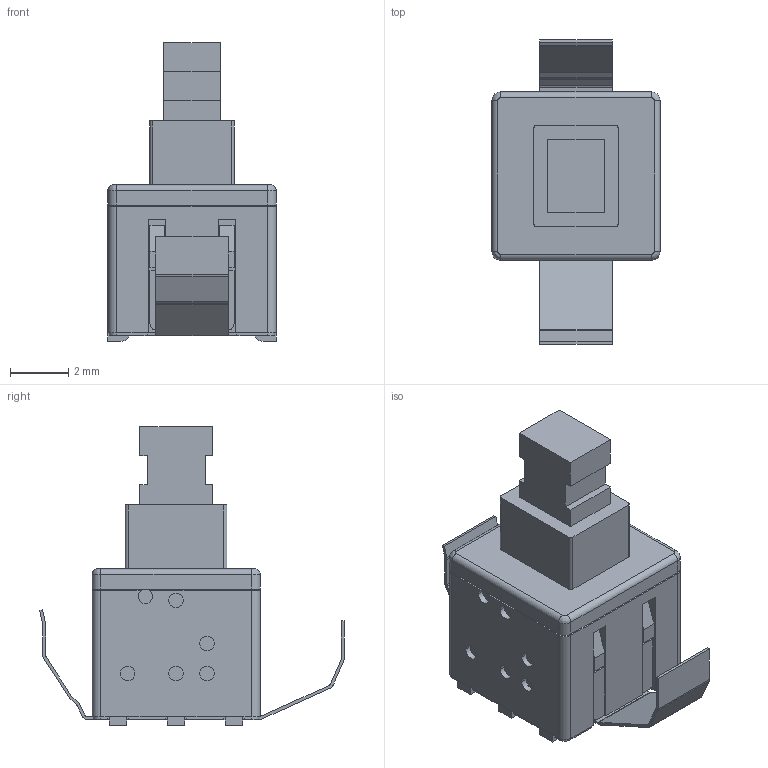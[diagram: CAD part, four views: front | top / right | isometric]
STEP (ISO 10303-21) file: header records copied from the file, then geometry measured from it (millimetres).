
FILE_DESCRIPTION (( 'STEP AP214' ), '1' );
FILE_NAME ('SW-SMD_6P-L5.8-W5.8-P2.00_TK-6580K-1.STEP', '2023-05-27T10:24:26', ( '' ), ( '' ), 'SwSTEP 2.0', 'SolidWorks 2020', '' );
FILE_SCHEMA (( 'AUTOMOTIVE_DESIGN' ));
Length unit declared in the file: millimetre
Products named in the file (1): SW-SMD_6P-L5.8-W5.8-P2.00_TK-6580K-1
Bounding box: 5.82 x 10.51 x 10.3 mm (x, y, z)
Volume: 209.7 mm3; surface area: 316.2 mm2
Topology: 1 solids, 2 shells, 503 faces, 1359 edges, 896 vertices
Faces by surface type: plane 327, bspline 102, cylinder 74
Entity records: 21792 total; most frequent: CARTESIAN_POINT 4125, ORIENTED_EDGE 2718, DIRECTION 2121, EDGE_CURVE 1359, VECTOR 1001, LINE 1001, VERTEX_POINT 896, AXIS2_PLACEMENT_3D 560
